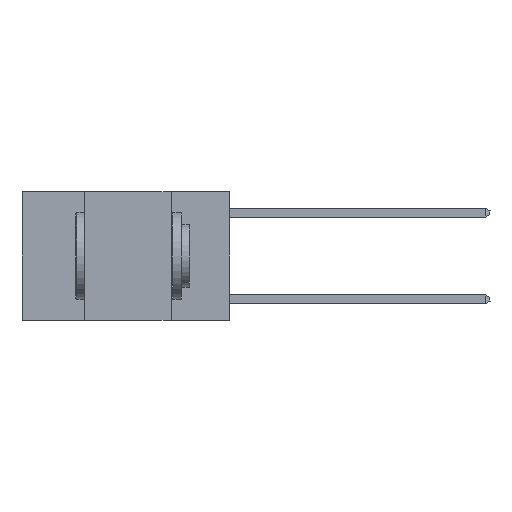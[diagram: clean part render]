
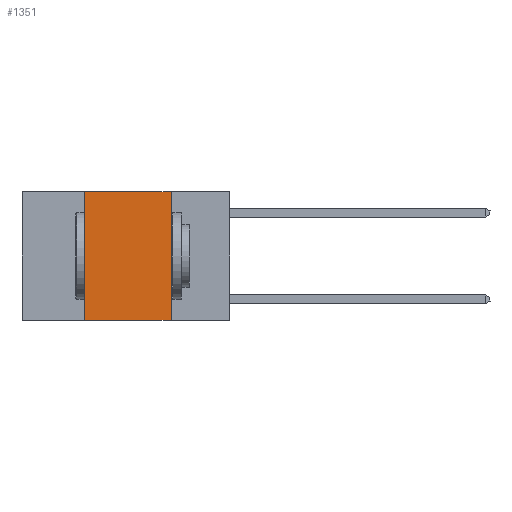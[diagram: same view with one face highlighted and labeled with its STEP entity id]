
A CAD part, left-side view. The second image highlights one B-rep face of the part: STEP entity #1351.
In plain terms, the highlighted planar face has unit normal (-1, 0, 0).
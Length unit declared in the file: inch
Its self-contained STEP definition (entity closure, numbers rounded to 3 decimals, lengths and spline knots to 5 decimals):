
#174 = LINE ( 'NONE', #10853, #243 ) ;
#243 = VECTOR ( 'NONE', #3912, 39.37008 ) ;
#1336 = VERTEX_POINT ( 'NONE', #2588 ) ;
#1351 = ADVANCED_FACE ( 'NONE', ( #1901 ), #6167, .F. ) ;
#1411 = VERTEX_POINT ( 'NONE', #1539 ) ;
#1515 = CARTESIAN_POINT ( 'NONE',  ( 0., 0.17, 0. ) ) ;
#1539 = CARTESIAN_POINT ( 'NONE',  ( 0., 0.42, -0.37 ) ) ;
#1901 = FACE_OUTER_BOUND ( 'NONE', #5731, .T. ) ;
#2152 = LINE ( 'NONE', #11239, #6548 ) ;
#2588 = CARTESIAN_POINT ( 'NONE',  ( 0., 0.17, -0.37 ) ) ;
#3776 = VERTEX_POINT ( 'NONE', #5057 ) ;
#3912 = DIRECTION ( 'NONE',  ( 0., -1., 0. ) ) ;
#4327 = VECTOR ( 'NONE', #5998, 39.37008 ) ;
#4407 = CARTESIAN_POINT ( 'NONE',  ( 0., 0.6, 0. ) ) ;
#4456 = ORIENTED_EDGE ( 'NONE', *, *, #5875, .F. ) ;
#5057 = CARTESIAN_POINT ( 'NONE',  ( 0., 0.42, 0. ) ) ;
#5365 = CARTESIAN_POINT ( 'NONE',  ( 0., 0.17, 0. ) ) ;
#5710 = VERTEX_POINT ( 'NONE', #5365 ) ;
#5731 = EDGE_LOOP ( 'NONE', ( #6815, #4456, #7589, #11333 ) ) ;
#5821 = LINE ( 'NONE', #11266, #4327 ) ;
#5875 = EDGE_CURVE ( 'NONE', #3776, #5710, #174, .T. ) ;
#5998 = DIRECTION ( 'NONE',  ( 0., 0., 1. ) ) ;
#6165 = VECTOR ( 'NONE', #6641, 39.37008 ) ;
#6167 = PLANE ( 'NONE',  #6932 ) ;
#6548 = VECTOR ( 'NONE', #11295, 39.37008 ) ;
#6641 = DIRECTION ( 'NONE',  ( 0., 0., -1. ) ) ;
#6815 = ORIENTED_EDGE ( 'NONE', *, *, #8212, .F. ) ;
#6932 = AXIS2_PLACEMENT_3D ( 'NONE', #4407, #7967, #11508 ) ;
#7589 = ORIENTED_EDGE ( 'NONE', *, *, #11009, .F. ) ;
#7967 = DIRECTION ( 'NONE',  ( 1., 0., 0. ) ) ;
#8212 = EDGE_CURVE ( 'NONE', #5710, #1336, #9493, .T. ) ;
#9493 = LINE ( 'NONE', #1515, #6165 ) ;
#10208 = EDGE_CURVE ( 'NONE', #1411, #1336, #2152, .T. ) ;
#10853 = CARTESIAN_POINT ( 'NONE',  ( 0., 0.6, 0. ) ) ;
#11009 = EDGE_CURVE ( 'NONE', #1411, #3776, #5821, .T. ) ;
#11239 = CARTESIAN_POINT ( 'NONE',  ( 0., 0.6, -0.37 ) ) ;
#11266 = CARTESIAN_POINT ( 'NONE',  ( 0., 0.42, 0. ) ) ;
#11295 = DIRECTION ( 'NONE',  ( 0., -1., 0. ) ) ;
#11333 = ORIENTED_EDGE ( 'NONE', *, *, #10208, .T. ) ;
#11508 = DIRECTION ( 'NONE',  ( 0., 0., -1. ) ) ;
